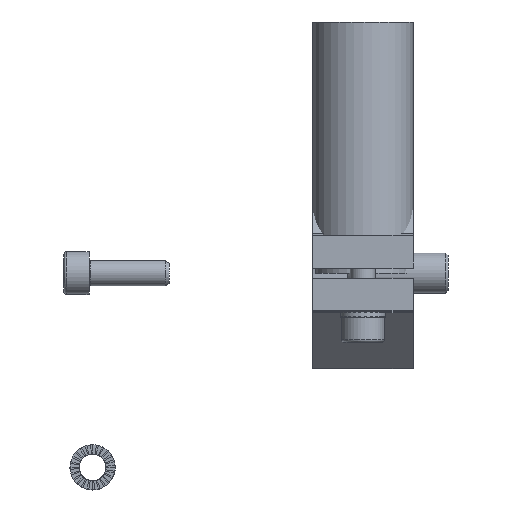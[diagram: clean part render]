
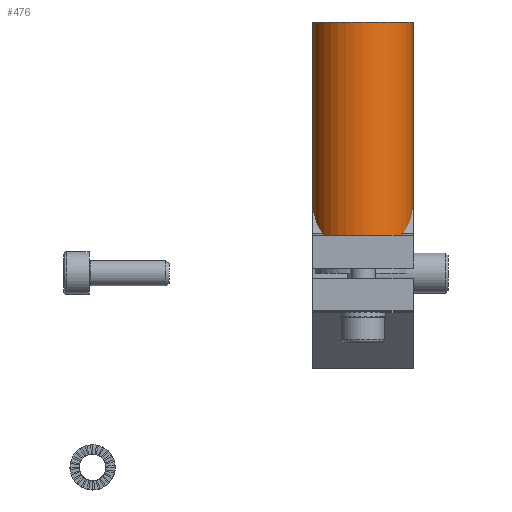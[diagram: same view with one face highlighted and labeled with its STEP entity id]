
A CAD part, top view. The second image highlights one B-rep face of the part: STEP entity #476.
In plain terms, the highlighted cylindrical face has radius 10 mm (diameter 20 mm), a full revolution.
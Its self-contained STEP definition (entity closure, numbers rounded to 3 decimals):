
#476 = ADVANCED_FACE( '', ( #1033, #1034 ), #1035, .T. );
#1033 = FACE_OUTER_BOUND( '', #1677, .T. );
#1034 = FACE_OUTER_BOUND( '', #1678, .T. );
#1035 = CYLINDRICAL_SURFACE( '', #1679, 10. );
#1677 = EDGE_LOOP( '', ( #2912 ) );
#1678 = EDGE_LOOP( '', ( #2913 ) );
#1679 = AXIS2_PLACEMENT_3D( '', #2914, #2915, #2916 );
#2912 = ORIENTED_EDGE( '', *, *, #4616, .F. );
#2913 = ORIENTED_EDGE( '', *, *, #4617, .F. );
#2914 = CARTESIAN_POINT( '', ( 0., 50., 0. ) );
#2915 = DIRECTION( '', ( 0., 1., 0. ) );
#2916 = DIRECTION( '', ( 0., 0., -1. ) );
#4616 = EDGE_CURVE( '', #5841, #5841, #5842, .T. );
#4617 = EDGE_CURVE( '', #5843, #5843, #5844, .T. );
#5841 = VERTEX_POINT( '', #7670 );
#5842 = CIRCLE( '', #7671, 10. );
#5843 = VERTEX_POINT( '', #7672 );
#5844 = CIRCLE( '', #7673, 10. );
#7670 = CARTESIAN_POINT( '', ( 10., 50., 0. ) );
#7671 = AXIS2_PLACEMENT_3D( '', #8889, #8890, #8891 );
#7672 = CARTESIAN_POINT( '', ( 10., 2.4, 0. ) );
#7673 = AXIS2_PLACEMENT_3D( '', #8892, #8893, #8894 );
#8889 = CARTESIAN_POINT( '', ( 0., 50., 0. ) );
#8890 = DIRECTION( '', ( 0., 1., 0. ) );
#8891 = DIRECTION( '', ( 1., 0., 0. ) );
#8892 = CARTESIAN_POINT( '', ( 0., 2.4, 0. ) );
#8893 = DIRECTION( '', ( 0., -1., 0. ) );
#8894 = DIRECTION( '', ( 1., 0., 0. ) );
